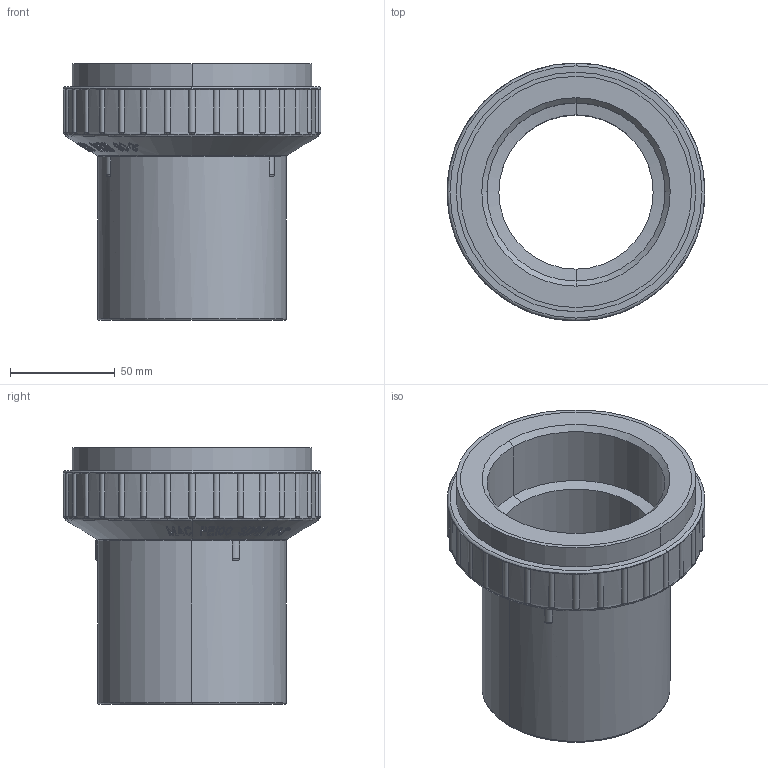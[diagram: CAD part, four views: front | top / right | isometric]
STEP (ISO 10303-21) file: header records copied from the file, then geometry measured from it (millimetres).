
FILE_DESCRIPTION((''),'2;1');
FILE_NAME('F2180900300_ASM','2017-04-18T',('Stefano'),(''),'PRO/ENGINEER BY PARAMETRIC TECHNOLOGY CORPORATION, 2012130','PRO/ENGINEER BY PARAMETRIC TECHNOLOGY CORPORATION, 2012130','');
FILE_SCHEMA(('CONFIG_CONTROL_DESIGN'));
Length unit declared in the file: millimetre
Products named in the file (3): C050200018_AF0; C030200003; F2180900300_ASM
Assembly tree (2 placements, depth 2):
  F2180900300_ASM
    C050200018_AF0
    C030200003
Bounding box: 123 x 123 x 122.5 mm (x, y, z)
Volume: 401335.3 mm3; surface area: 89346.1 mm2
Topology: 2 solids, 2 shells, 1259 faces, 3518 edges, 2317 vertices
Faces by surface type: plane 775, bspline 366, cylinder 88, torus 16, cone 14
Entity records: 55493 total; most frequent: CARTESIAN_POINT 26174, ORIENTED_EDGE 7036, DIRECTION 4515, EDGE_CURVE 3518, VERTEX_POINT 2317, VECTOR 1919, LINE 1919, EDGE_LOOP 1317
